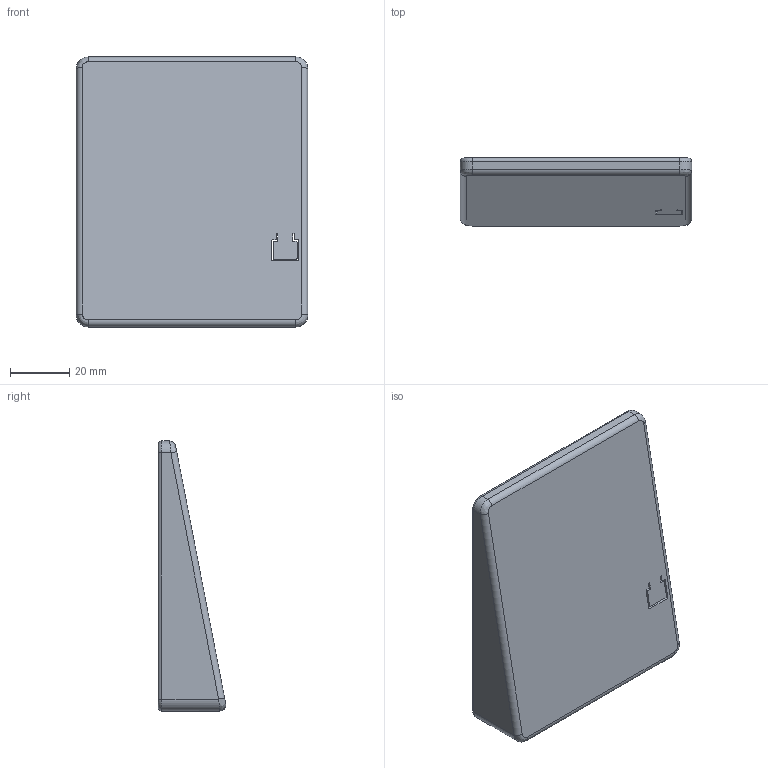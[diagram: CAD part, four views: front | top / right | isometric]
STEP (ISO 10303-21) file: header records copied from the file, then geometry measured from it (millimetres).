
FILE_DESCRIPTION(/* description */ (''),/* implementation_level */ '2;1');
FILE_NAME(/* name */ 'Case v46.step',/* time_stamp */ '2026-02-26T10:27:41+01:00',/* author */ (''),/* organization */ (''),/* preprocessor_version */ 'ST-DEVELOPER v20.1',/* originating_system */ 'Autodesk Translation Framework v14.24.0.0',/* authorisation */ '');
FILE_SCHEMA (('AUTOMOTIVE_DESIGN { 1 0 10303 214 3 1 1 }'));
Length unit declared in the file: millimetre
Products named in the file (1): Case
Bounding box: 78 x 22.77 x 91 mm (x, y, z)
Volume: 26497.5 mm3; surface area: 24367.2 mm2
Topology: 1 solids, 1 shells, 160 faces, 435 edges, 282 vertices
Faces by surface type: plane 92, cylinder 55, bspline 9, torus 4
Full cylindrical faces by diameter (mm): 3 x1, 4 x3, 6.4 x3
Entity records: 5383 total; most frequent: CARTESIAN_POINT 1259, ORIENTED_EDGE 870, DIRECTION 844, EDGE_CURVE 435, LINE 308, VECTOR 308, VERTEX_POINT 282, AXIS2_PLACEMENT_3D 268
